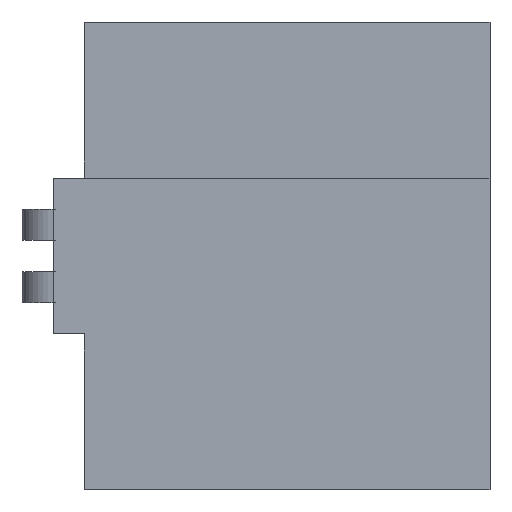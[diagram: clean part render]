
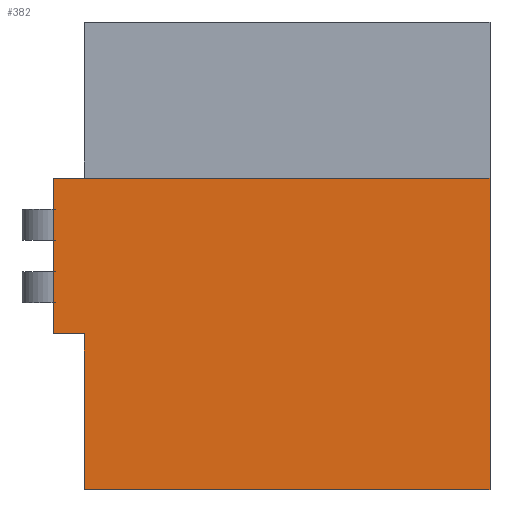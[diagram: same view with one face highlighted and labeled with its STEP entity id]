
A CAD part, front view. The second image highlights one B-rep face of the part: STEP entity #382.
In plain terms, the highlighted planar face has unit normal (0, -1, 0).
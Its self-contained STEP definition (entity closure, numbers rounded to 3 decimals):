
#53=FACE_OUTER_BOUND('',#78,.T.);
#78=EDGE_LOOP('',(#301,#302,#303,#304,#305,#306,#307,#308,#309,#310,#311));
#93=LINE('',#566,#131);
#98=LINE('',#576,#136);
#99=LINE('',#579,#137);
#100=LINE('',#584,#138);
#111=LINE('',#607,#149);
#113=LINE('',#613,#151);
#114=LINE('',#623,#152);
#116=LINE('',#631,#154);
#119=LINE('',#642,#157);
#120=LINE('',#643,#158);
#121=LINE('',#644,#159);
#131=VECTOR('',#450,10.);
#136=VECTOR('',#457,10.);
#137=VECTOR('',#460,10.);
#138=VECTOR('',#465,10.);
#149=VECTOR('',#484,10.);
#151=VECTOR('',#490,10.);
#152=VECTOR('',#501,10.);
#154=VECTOR('',#509,10.);
#157=VECTOR('',#524,10.);
#158=VECTOR('',#525,10.);
#159=VECTOR('',#526,10.);
#167=VERTEX_POINT('',#560);
#169=VERTEX_POINT('',#564);
#173=VERTEX_POINT('',#574);
#174=VERTEX_POINT('',#578);
#175=VERTEX_POINT('',#582);
#176=VERTEX_POINT('',#583);
#184=VERTEX_POINT('',#605);
#186=VERTEX_POINT('',#610);
#188=VERTEX_POINT('',#619);
#190=VERTEX_POINT('',#622);
#192=VERTEX_POINT('',#628);
#200=EDGE_CURVE('',#167,#169,#93,.T.);
#205=EDGE_CURVE('',#173,#169,#98,.T.);
#206=EDGE_CURVE('',#174,#167,#99,.T.);
#208=EDGE_CURVE('',#175,#176,#100,.T.);
#220=EDGE_CURVE('',#184,#175,#111,.T.);
#223=EDGE_CURVE('',#186,#174,#113,.T.);
#227=EDGE_CURVE('',#188,#190,#114,.T.);
#231=EDGE_CURVE('',#192,#184,#116,.T.);
#237=EDGE_CURVE('',#173,#176,#119,.T.);
#238=EDGE_CURVE('',#190,#192,#120,.T.);
#239=EDGE_CURVE('',#186,#188,#121,.T.);
#301=ORIENTED_EDGE('',*,*,#223,.T.);
#302=ORIENTED_EDGE('',*,*,#206,.T.);
#303=ORIENTED_EDGE('',*,*,#200,.T.);
#304=ORIENTED_EDGE('',*,*,#205,.F.);
#305=ORIENTED_EDGE('',*,*,#237,.T.);
#306=ORIENTED_EDGE('',*,*,#208,.F.);
#307=ORIENTED_EDGE('',*,*,#220,.F.);
#308=ORIENTED_EDGE('',*,*,#231,.F.);
#309=ORIENTED_EDGE('',*,*,#238,.F.);
#310=ORIENTED_EDGE('',*,*,#227,.F.);
#311=ORIENTED_EDGE('',*,*,#239,.F.);
#362=PLANE('',#430);
#382=ADVANCED_FACE('',(#53),#362,.T.);
#430=AXIS2_PLACEMENT_3D('',#641,#522,#523);
#450=DIRECTION('',(0.,0.,-1.));
#457=DIRECTION('',(-1.,0.,0.));
#460=DIRECTION('',(1.,0.,0.));
#465=DIRECTION('',(1.,0.,0.));
#484=DIRECTION('',(1.,0.,0.));
#490=DIRECTION('',(0.,0.,-1.));
#501=DIRECTION('',(0.,0.,1.));
#509=DIRECTION('',(0.,0.,1.));
#522=DIRECTION('center_axis',(0.,-1.,0.));
#523=DIRECTION('ref_axis',(1.,0.,0.));
#524=DIRECTION('',(0.,0.,1.));
#525=DIRECTION('',(0.,0.,1.));
#526=DIRECTION('',(0.,0.,1.));
#560=CARTESIAN_POINT('',(5.,-5.,0.));
#564=CARTESIAN_POINT('',(5.,-5.,-25.));
#566=CARTESIAN_POINT('',(5.,-5.,0.));
#574=CARTESIAN_POINT('',(70.085,-5.,-25.));
#576=CARTESIAN_POINT('',(5.,-5.,-25.));
#578=CARTESIAN_POINT('',(0.,-5.,0.));
#579=CARTESIAN_POINT('',(0.,-5.,0.));
#582=CARTESIAN_POINT('',(5.,-5.,25.));
#583=CARTESIAN_POINT('',(70.085,-5.,25.));
#584=CARTESIAN_POINT('',(0.,-5.,25.));
#605=CARTESIAN_POINT('',(0.,-5.,25.));
#607=CARTESIAN_POINT('',(0.,-5.,25.));
#610=CARTESIAN_POINT('',(0.,-5.,5.));
#613=CARTESIAN_POINT('',(0.,-5.,5.));
#619=CARTESIAN_POINT('',(0.,-5.,10.));
#622=CARTESIAN_POINT('',(0.,-5.,15.));
#623=CARTESIAN_POINT('',(0.,-5.,10.));
#628=CARTESIAN_POINT('',(0.,-5.,20.));
#631=CARTESIAN_POINT('',(0.,-5.,20.));
#641=CARTESIAN_POINT('Origin',(0.,-5.,0.));
#642=CARTESIAN_POINT('',(70.085,-5.,0.));
#643=CARTESIAN_POINT('',(0.,-5.,0.));
#644=CARTESIAN_POINT('',(0.,-5.,0.));
